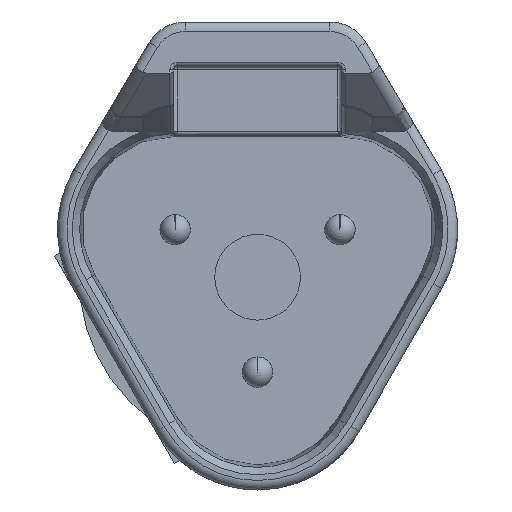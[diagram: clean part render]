
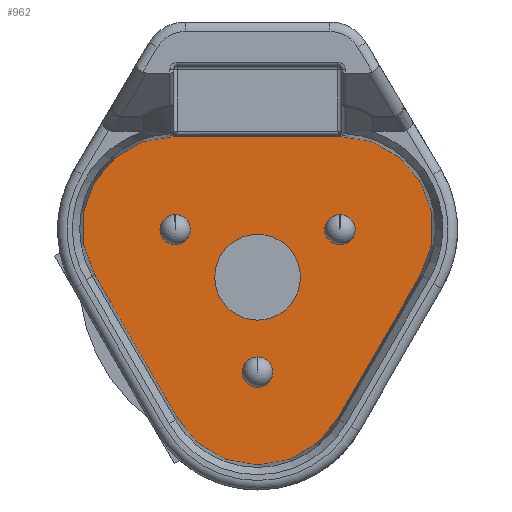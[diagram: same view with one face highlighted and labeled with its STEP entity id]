
A CAD part, front view. The second image highlights one B-rep face of the part: STEP entity #962.
In plain terms, the highlighted planar face has unit normal (0, -1, 0).
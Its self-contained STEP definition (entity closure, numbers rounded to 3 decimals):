
#203=PLANE('',#6309);
#242=FACE_BOUND('',#1847,.T.);
#243=FACE_BOUND('',#1848,.T.);
#244=FACE_BOUND('',#1849,.T.);
#245=FACE_BOUND('',#1850,.T.);
#246=FACE_BOUND('',#1851,.T.);
#481=LINE('',#9828,#737);
#527=LINE('',#10876,#783);
#531=LINE('',#10888,#787);
#532=LINE('',#10937,#788);
#533=LINE('',#10941,#789);
#534=LINE('',#10945,#790);
#535=LINE('',#10949,#791);
#536=LINE('',#10953,#792);
#537=LINE('',#10957,#793);
#737=VECTOR('',#7125,1.);
#783=VECTOR('',#7237,1.);
#787=VECTOR('',#7249,1.);
#788=VECTOR('',#7272,1.);
#789=VECTOR('',#7275,1.);
#790=VECTOR('',#7278,1.);
#791=VECTOR('',#7281,1.);
#792=VECTOR('',#7284,1.);
#793=VECTOR('',#7287,1.);
#962=ADVANCED_FACE('',(#242,#243,#244,#245,#246),#203,.T.);
#1847=EDGE_LOOP('',(#2930));
#1848=EDGE_LOOP('',(#2931,#2932,#2933,#2934,#2935,#2936));
#1849=EDGE_LOOP('',(#2937,#2938,#2939,#2940));
#1850=EDGE_LOOP('',(#2941,#2942,#2943,#2944));
#1851=EDGE_LOOP('',(#2945,#2946,#2947,#2948));
#2930=ORIENTED_EDGE('',*,*,#5264,.F.);
#2931=ORIENTED_EDGE('',*,*,#5258,.F.);
#2932=ORIENTED_EDGE('',*,*,#5247,.F.);
#2933=ORIENTED_EDGE('',*,*,#5250,.F.);
#2934=ORIENTED_EDGE('',*,*,#5253,.F.);
#2935=ORIENTED_EDGE('',*,*,#5261,.F.);
#2936=ORIENTED_EDGE('',*,*,#5115,.F.);
#2937=ORIENTED_EDGE('',*,*,#5265,.F.);
#2938=ORIENTED_EDGE('',*,*,#5266,.T.);
#2939=ORIENTED_EDGE('',*,*,#5267,.T.);
#2940=ORIENTED_EDGE('',*,*,#5268,.F.);
#2941=ORIENTED_EDGE('',*,*,#5269,.F.);
#2942=ORIENTED_EDGE('',*,*,#5270,.T.);
#2943=ORIENTED_EDGE('',*,*,#5271,.T.);
#2944=ORIENTED_EDGE('',*,*,#5272,.F.);
#2945=ORIENTED_EDGE('',*,*,#5273,.F.);
#2946=ORIENTED_EDGE('',*,*,#5274,.T.);
#2947=ORIENTED_EDGE('',*,*,#5275,.T.);
#2948=ORIENTED_EDGE('',*,*,#5276,.F.);
#4536=VERTEX_POINT('',#9823);
#4538=VERTEX_POINT('',#9827);
#4627=VERTEX_POINT('',#10871);
#4629=VERTEX_POINT('',#10875);
#4631=VERTEX_POINT('',#10881);
#4633=VERTEX_POINT('',#10887);
#4640=VERTEX_POINT('',#10933);
#4641=VERTEX_POINT('',#10935);
#4642=VERTEX_POINT('',#10936);
#4643=VERTEX_POINT('',#10938);
#4644=VERTEX_POINT('',#10940);
#4645=VERTEX_POINT('',#10943);
#4646=VERTEX_POINT('',#10944);
#4647=VERTEX_POINT('',#10946);
#4648=VERTEX_POINT('',#10948);
#4649=VERTEX_POINT('',#10951);
#4650=VERTEX_POINT('',#10952);
#4651=VERTEX_POINT('',#10954);
#4652=VERTEX_POINT('',#10956);
#5115=EDGE_CURVE('',#4538,#4536,#481,.T.);
#5247=EDGE_CURVE('',#4629,#4627,#527,.T.);
#5250=EDGE_CURVE('',#4631,#4629,#5860,.T.);
#5253=EDGE_CURVE('',#4633,#4631,#531,.T.);
#5258=EDGE_CURVE('',#4627,#4538,#5863,.T.);
#5261=EDGE_CURVE('',#4536,#4633,#5865,.T.);
#5264=EDGE_CURVE('',#4640,#4640,#5867,.T.);
#5265=EDGE_CURVE('',#4641,#4642,#5868,.T.);
#5266=EDGE_CURVE('',#4641,#4643,#532,.T.);
#5267=EDGE_CURVE('',#4643,#4644,#5869,.T.);
#5268=EDGE_CURVE('',#4642,#4644,#533,.T.);
#5269=EDGE_CURVE('',#4645,#4646,#5870,.T.);
#5270=EDGE_CURVE('',#4645,#4647,#534,.T.);
#5271=EDGE_CURVE('',#4647,#4648,#5871,.T.);
#5272=EDGE_CURVE('',#4646,#4648,#535,.T.);
#5273=EDGE_CURVE('',#4649,#4650,#5872,.T.);
#5274=EDGE_CURVE('',#4649,#4651,#536,.T.);
#5275=EDGE_CURVE('',#4651,#4652,#5873,.T.);
#5276=EDGE_CURVE('',#4650,#4652,#537,.T.);
#5860=CIRCLE('',#6291,4.848);
#5863=CIRCLE('',#6296,4.848);
#5865=CIRCLE('',#6299,4.848);
#5867=CIRCLE('',#6302,2.25);
#5868=CIRCLE('',#6303,0.8);
#5869=CIRCLE('',#6304,0.55);
#5870=CIRCLE('',#6305,0.8);
#5871=CIRCLE('',#6306,0.55);
#5872=CIRCLE('',#6307,0.8);
#5873=CIRCLE('',#6308,0.55);
#6291=AXIS2_PLACEMENT_3D('',#10882,#7243,#7244);
#6296=AXIS2_PLACEMENT_3D('',#10909,#7256,#7257);
#6299=AXIS2_PLACEMENT_3D('',#10924,#7262,#7263);
#6302=AXIS2_PLACEMENT_3D('',#10932,#7268,#7269);
#6303=AXIS2_PLACEMENT_3D('',#10934,#7270,#7271);
#6304=AXIS2_PLACEMENT_3D('',#10939,#7273,#7274);
#6305=AXIS2_PLACEMENT_3D('',#10942,#7276,#7277);
#6306=AXIS2_PLACEMENT_3D('',#10947,#7279,#7280);
#6307=AXIS2_PLACEMENT_3D('',#10950,#7282,#7283);
#6308=AXIS2_PLACEMENT_3D('',#10955,#7285,#7286);
#6309=AXIS2_PLACEMENT_3D('',#10958,#7288,#7289);
#7125=DIRECTION('',(1.,0.,0.));
#7237=DIRECTION('',(-0.5,0.,0.866));
#7243=DIRECTION('',(0.,1.,0.));
#7244=DIRECTION('',(0.,0.,-1.));
#7249=DIRECTION('',(-0.5,0.,-0.866));
#7256=DIRECTION('',(0.,1.,0.));
#7257=DIRECTION('',(0.,0.,-1.));
#7262=DIRECTION('',(0.,1.,0.));
#7263=DIRECTION('',(0.,0.,-1.));
#7268=DIRECTION('',(0.,-1.,0.));
#7269=DIRECTION('',(1.,0.,0.));
#7270=DIRECTION('',(0.,-1.,0.));
#7271=DIRECTION('',(1.,0.,0.));
#7272=DIRECTION('',(0.026,0.,-1.));
#7273=DIRECTION('',(0.,-1.,0.));
#7274=DIRECTION('',(0.,0.,-1.));
#7275=DIRECTION('',(-0.026,0.,-1.));
#7276=DIRECTION('',(0.,-1.,0.));
#7277=DIRECTION('',(1.,0.,0.));
#7278=DIRECTION('',(0.026,0.,-1.));
#7279=DIRECTION('',(0.,-1.,0.));
#7280=DIRECTION('',(0.,0.,-1.));
#7281=DIRECTION('',(-0.026,0.,-1.));
#7282=DIRECTION('',(0.,-1.,0.));
#7283=DIRECTION('',(1.,0.,0.));
#7284=DIRECTION('',(0.026,0.,-1.));
#7285=DIRECTION('',(0.,-1.,0.));
#7286=DIRECTION('',(0.,0.,-1.));
#7287=DIRECTION('',(-0.026,0.,-1.));
#7288=DIRECTION('',(0.,-1.,0.));
#7289=DIRECTION('',(0.,0.,-1.));
#9823=CARTESIAN_POINT('',(4.359,16.2,7.398));
#9827=CARTESIAN_POINT('',(-4.359,16.2,7.398));
#9828=CARTESIAN_POINT('',(4.33,16.2,7.398));
#10871=CARTESIAN_POINT('',(-8.557,16.2,0.126));
#10875=CARTESIAN_POINT('',(-4.198,16.2,-7.424));
#10876=CARTESIAN_POINT('',(-8.528,16.2,0.076));
#10881=CARTESIAN_POINT('',(4.198,16.2,-7.424));
#10882=CARTESIAN_POINT('',(0.,16.2,-5.));
#10887=CARTESIAN_POINT('',(8.557,16.2,0.126));
#10888=CARTESIAN_POINT('',(4.198,16.2,-7.424));
#10909=CARTESIAN_POINT('',(-4.359,16.2,2.55));
#10924=CARTESIAN_POINT('',(4.359,16.2,2.55));
#10932=CARTESIAN_POINT('',(0.,16.2,0.));
#10933=CARTESIAN_POINT('',(2.25,16.2,0.));
#10934=CARTESIAN_POINT('',(0.,16.2,-4.98));
#10935=CARTESIAN_POINT('',(-0.021,16.2,-4.18));
#10936=CARTESIAN_POINT('',(0.021,16.2,-4.18));
#10937=CARTESIAN_POINT('',(0.,16.2,-4.98));
#10938=CARTESIAN_POINT('',(-0.014,16.2,-4.43));
#10939=CARTESIAN_POINT('',(0.,16.2,-4.98));
#10940=CARTESIAN_POINT('',(0.014,16.2,-4.43));
#10941=CARTESIAN_POINT('',(0.,16.2,-4.98));
#10942=CARTESIAN_POINT('',(-4.325,16.2,2.5));
#10943=CARTESIAN_POINT('',(-4.346,16.2,3.3));
#10944=CARTESIAN_POINT('',(-4.304,16.2,3.3));
#10945=CARTESIAN_POINT('',(-4.325,16.2,2.5));
#10946=CARTESIAN_POINT('',(-4.339,16.2,3.05));
#10947=CARTESIAN_POINT('',(-4.325,16.2,2.5));
#10948=CARTESIAN_POINT('',(-4.311,16.2,3.05));
#10949=CARTESIAN_POINT('',(-4.325,16.2,2.5));
#10950=CARTESIAN_POINT('',(4.325,16.2,2.5));
#10951=CARTESIAN_POINT('',(4.304,16.2,3.3));
#10952=CARTESIAN_POINT('',(4.346,16.2,3.3));
#10953=CARTESIAN_POINT('',(4.325,16.2,2.5));
#10954=CARTESIAN_POINT('',(4.311,16.2,3.05));
#10955=CARTESIAN_POINT('',(4.325,16.2,2.5));
#10956=CARTESIAN_POINT('',(4.339,16.2,3.05));
#10957=CARTESIAN_POINT('',(4.325,16.2,2.5));
#10958=CARTESIAN_POINT('',(-4.33,16.2,2.5));
